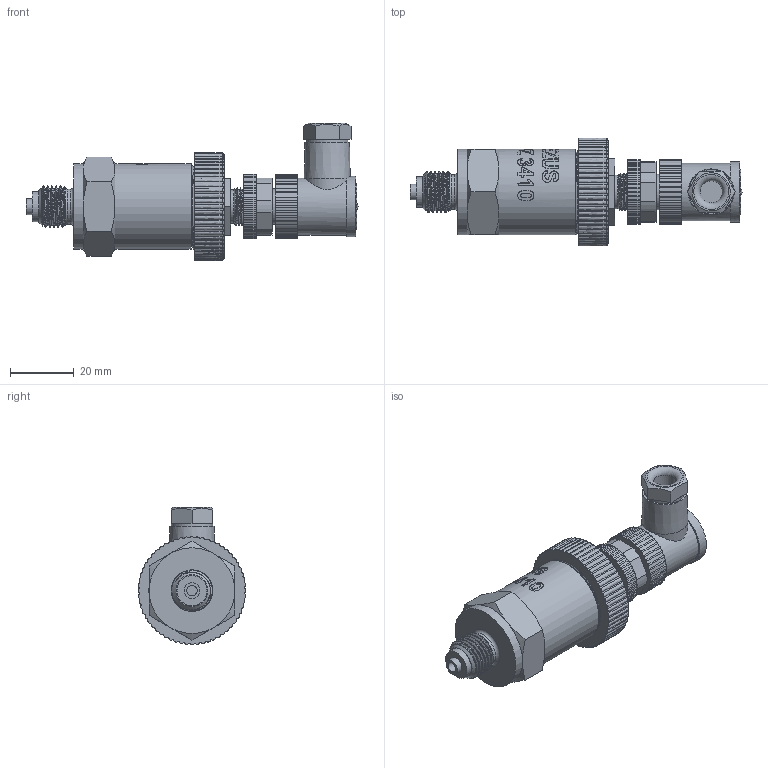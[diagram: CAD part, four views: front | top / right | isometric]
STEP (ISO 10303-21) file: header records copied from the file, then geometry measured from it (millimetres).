
FILE_DESCRIPTION(/* description */ (''),/* implementation_level */ '2;1');
FILE_NAME(/* name */ 'APZ3410_G1''4EN_M12x1-angular.step',/* time_stamp */ '2021-07-09T14:27:46+03:00',/* author */ (''),/* organization */ (''),/* preprocessor_version */ 'ST-DEVELOPER v18.1',/* originating_system */ 'Autodesk Translation Framework v10.9.0.1377',/* authorisation */ '');
FILE_SCHEMA (('AUTOMOTIVE_DESIGN { 1 0 10303 214 3 1 1 }'));
Products named in the file (6): (Unsaved); OMAL nut M27x1.5 v8; M12x1 male v16; Ш100.000.002 v4; M12x1 female angular v10; G 1/4 EN
Assembly tree (5 placements, depth 2):
  (Unsaved)
    OMAL nut M27x1.5 v8
    M12x1 male v16
    Ш100.000.002 v4
    M12x1 female angular v10
    G 1/4 EN
Bounding box: 104.55 x 34 x 43.2 mm (x, y, z)
Volume: 46176.3 mm3; surface area: 19158.5 mm2
Topology: 16 solids, 16 shells, 967 faces, 2711 edges, 1824 vertices
Faces by surface type: bspline 436, cylinder 326, plane 170, cone 29, torus 5, sphere 1
Full cylindrical faces by diameter (mm): 1 x12, 1.5 x4, 3.3 x1, 5 x1, 7 x1, 8 x1, 8.2 x1, 9.471 x2, 9.5 x1, 10.6 x2, 10.741 x6, 11 x1, 11.035 x4, 11.156 x1, 11.445 x4, 11.884 x5, 12.152 x4, 13 x1, 14 x1, 14.137 x4, 14.526 x3, 15.85 x3, 16.203 x3, 18 x1, 19 x1, 21.4 x2, 22.3 x1, 24.5 x1, 25.132 x4, 25.526 x4
Entity records: 70439 total; most frequent: CARTESIAN_POINT 47941, ORIENTED_EDGE 5422, DIRECTION 3398, EDGE_CURVE 2711, VERTEX_POINT 1824, AXIS2_PLACEMENT_3D 1176, LINE 1046, VECTOR 1046
